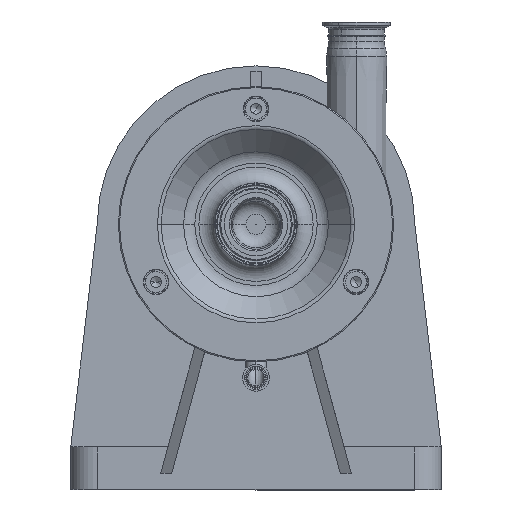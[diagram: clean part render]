
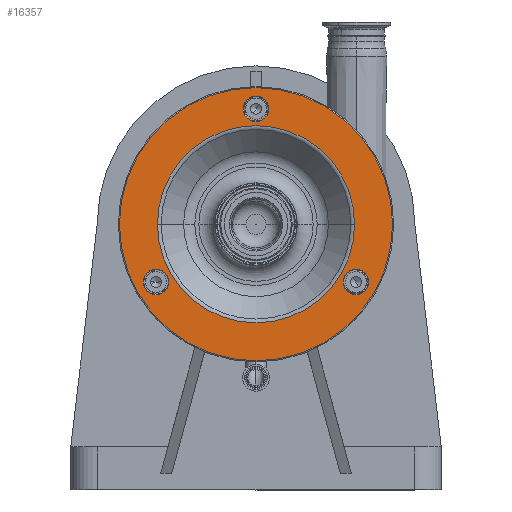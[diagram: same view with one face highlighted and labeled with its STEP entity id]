
A CAD part, top view. The second image highlights one B-rep face of the part: STEP entity #16357.
In plain terms, the highlighted planar face has unit normal (0, 0, 1).
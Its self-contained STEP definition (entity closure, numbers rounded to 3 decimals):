
#331 = AXIS2_PLACEMENT_3D ( 'NONE', #12987, #18906, #5583 ) ;
#360 = EDGE_LOOP ( 'NONE', ( #9614, #5789 ) ) ;
#497 = CIRCLE ( 'NONE', #8908, 12. ) ;
#765 = CARTESIAN_POINT ( 'NONE',  ( -93.071, 250., 93.5 ) ) ;
#1234 = DIRECTION ( 'NONE',  ( -1., 0., 0. ) ) ;
#1261 = VERTEX_POINT ( 'NONE', #12641 ) ;
#1293 = PLANE ( 'NONE',  #9156 ) ;
#1369 = CARTESIAN_POINT ( 'NONE',  ( 0., 250., 93.5 ) ) ;
#1489 = AXIS2_PLACEMENT_3D ( 'NONE', #14761, #16014, #1234 ) ;
#2492 = EDGE_LOOP ( 'NONE', ( #16490, #11522 ) ) ;
#2645 = CARTESIAN_POINT ( 'NONE',  ( 93.071, 250., 93.5 ) ) ;
#2655 = CARTESIAN_POINT ( 'NONE',  ( -106.397, 195.5, 93.5 ) ) ;
#2984 = ORIENTED_EDGE ( 'NONE', *, *, #13744, .T. ) ;
#3104 = CARTESIAN_POINT ( 'NONE',  ( 0., 250., 93.5 ) ) ;
#3123 = EDGE_CURVE ( 'NONE', #15805, #13176, #18105, .T. ) ;
#3289 = DIRECTION ( 'NONE',  ( 0., 0., -1. ) ) ;
#3615 = VERTEX_POINT ( 'NONE', #11555 ) ;
#3740 = ORIENTED_EDGE ( 'NONE', *, *, #18134, .T. ) ;
#4146 = EDGE_CURVE ( 'NONE', #6503, #3615, #17096, .T. ) ;
#4227 = DIRECTION ( 'NONE',  ( 0., 0., -1. ) ) ;
#4282 = CARTESIAN_POINT ( 'NONE',  ( 0., 359., 93.5 ) ) ;
#4379 = DIRECTION ( 'NONE',  ( 0., 0., -1. ) ) ;
#4420 = FACE_BOUND ( 'NONE', #18387, .T. ) ;
#4730 = CIRCLE ( 'NONE', #11242, 12. ) ;
#4880 = AXIS2_PLACEMENT_3D ( 'NONE', #15432, #10791, #7855 ) ;
#4892 = AXIS2_PLACEMENT_3D ( 'NONE', #3104, #3289, #10591 ) ;
#5583 = DIRECTION ( 'NONE',  ( -1., 0., 0. ) ) ;
#5781 = CARTESIAN_POINT ( 'NONE',  ( 0., 250., 93.5 ) ) ;
#5789 = ORIENTED_EDGE ( 'NONE', *, *, #9277, .T. ) ;
#6167 = ORIENTED_EDGE ( 'NONE', *, *, #10039, .F. ) ;
#6453 = CIRCLE ( 'NONE', #4892, 129. ) ;
#6503 = VERTEX_POINT ( 'NONE', #17622 ) ;
#7143 = DIRECTION ( 'NONE',  ( 0., 0., -1. ) ) ;
#7278 = VERTEX_POINT ( 'NONE', #17724 ) ;
#7331 = DIRECTION ( 'NONE',  ( -1., 0., 0. ) ) ;
#7360 = VERTEX_POINT ( 'NONE', #18205 ) ;
#7430 = FACE_BOUND ( 'NONE', #360, .T. ) ;
#7613 = AXIS2_PLACEMENT_3D ( 'NONE', #5781, #7143, #13178 ) ;
#7855 = DIRECTION ( 'NONE',  ( -1., 0., 0. ) ) ;
#7880 = EDGE_CURVE ( 'NONE', #13683, #1261, #9887, .T. ) ;
#7917 = EDGE_CURVE ( 'NONE', #13176, #15805, #17647, .T. ) ;
#8101 = ORIENTED_EDGE ( 'NONE', *, *, #7880, .T. ) ;
#8334 = ORIENTED_EDGE ( 'NONE', *, *, #11749, .T. ) ;
#8361 = DIRECTION ( 'NONE',  ( -1., 0., 0. ) ) ;
#8539 = CARTESIAN_POINT ( 'NONE',  ( -12., 359., 93.5 ) ) ;
#8908 = AXIS2_PLACEMENT_3D ( 'NONE', #4282, #4379, #19148 ) ;
#8981 = FACE_OUTER_BOUND ( 'NONE', #18123, .T. ) ;
#9097 = CARTESIAN_POINT ( 'NONE',  ( -129., 250., 93.5 ) ) ;
#9156 = AXIS2_PLACEMENT_3D ( 'NONE', #17732, #4227, #7331 ) ;
#9277 = EDGE_CURVE ( 'NONE', #3615, #6503, #14196, .T. ) ;
#9614 = ORIENTED_EDGE ( 'NONE', *, *, #4146, .T. ) ;
#9887 = CIRCLE ( 'NONE', #1489, 12. ) ;
#10039 = EDGE_CURVE ( 'NONE', #7360, #14037, #15990, .T. ) ;
#10099 = DIRECTION ( 'NONE',  ( 0., 0., -1. ) ) ;
#10591 = DIRECTION ( 'NONE',  ( -1., 0., 0. ) ) ;
#10791 = DIRECTION ( 'NONE',  ( 0., 0., -1. ) ) ;
#11242 = AXIS2_PLACEMENT_3D ( 'NONE', #12748, #15754, #8361 ) ;
#11276 = CARTESIAN_POINT ( 'NONE',  ( -94.397, 195.5, 93.5 ) ) ;
#11370 = DIRECTION ( 'NONE',  ( -1., 0., 0. ) ) ;
#11522 = ORIENTED_EDGE ( 'NONE', *, *, #3123, .T. ) ;
#11555 = CARTESIAN_POINT ( 'NONE',  ( 82.397, 195.5, 93.5 ) ) ;
#11749 = EDGE_CURVE ( 'NONE', #7278, #12099, #4730, .T. ) ;
#11752 = CIRCLE ( 'NONE', #16698, 12. ) ;
#12099 = VERTEX_POINT ( 'NONE', #2655 ) ;
#12641 = CARTESIAN_POINT ( 'NONE',  ( 12., 359., 93.5 ) ) ;
#12748 = CARTESIAN_POINT ( 'NONE',  ( -94.397, 195.5, 93.5 ) ) ;
#12987 = CARTESIAN_POINT ( 'NONE',  ( 94.397, 195.5, 93.5 ) ) ;
#13176 = VERTEX_POINT ( 'NONE', #765 ) ;
#13178 = DIRECTION ( 'NONE',  ( -1., 0., 0. ) ) ;
#13326 = AXIS2_PLACEMENT_3D ( 'NONE', #19031, #17568, #19224 ) ;
#13631 = EDGE_LOOP ( 'NONE', ( #8334, #2984 ) ) ;
#13683 = VERTEX_POINT ( 'NONE', #8539 ) ;
#13744 = EDGE_CURVE ( 'NONE', #12099, #7278, #11752, .T. ) ;
#13859 = EDGE_CURVE ( 'NONE', #14037, #7360, #6453, .T. ) ;
#14037 = VERTEX_POINT ( 'NONE', #9097 ) ;
#14196 = CIRCLE ( 'NONE', #4880, 12. ) ;
#14540 = FACE_BOUND ( 'NONE', #13631, .T. ) ;
#14761 = CARTESIAN_POINT ( 'NONE',  ( 0., 359., 93.5 ) ) ;
#15023 = AXIS2_PLACEMENT_3D ( 'NONE', #1369, #17809, #17709 ) ;
#15432 = CARTESIAN_POINT ( 'NONE',  ( 94.397, 195.5, 93.5 ) ) ;
#15754 = DIRECTION ( 'NONE',  ( 0., 0., -1. ) ) ;
#15805 = VERTEX_POINT ( 'NONE', #2645 ) ;
#15990 = CIRCLE ( 'NONE', #7613, 129. ) ;
#16014 = DIRECTION ( 'NONE',  ( 0., 0., -1. ) ) ;
#16173 = FACE_BOUND ( 'NONE', #2492, .T. ) ;
#16357 = ADVANCED_FACE ( 'NONE', ( #7430, #14540, #4420, #8981, #16173 ), #1293, .F. ) ;
#16490 = ORIENTED_EDGE ( 'NONE', *, *, #7917, .T. ) ;
#16698 = AXIS2_PLACEMENT_3D ( 'NONE', #11276, #10099, #11370 ) ;
#17096 = CIRCLE ( 'NONE', #331, 12. ) ;
#17568 = DIRECTION ( 'NONE',  ( 0., 0., -1. ) ) ;
#17622 = CARTESIAN_POINT ( 'NONE',  ( 106.397, 195.5, 93.5 ) ) ;
#17647 = CIRCLE ( 'NONE', #13326, 93.071 ) ;
#17709 = DIRECTION ( 'NONE',  ( -1., 0., 0. ) ) ;
#17724 = CARTESIAN_POINT ( 'NONE',  ( -82.397, 195.5, 93.5 ) ) ;
#17732 = CARTESIAN_POINT ( 'NONE',  ( 0., 379., 93.5 ) ) ;
#17736 = ORIENTED_EDGE ( 'NONE', *, *, #13859, .F. ) ;
#17809 = DIRECTION ( 'NONE',  ( 0., 0., -1. ) ) ;
#18105 = CIRCLE ( 'NONE', #15023, 93.071 ) ;
#18123 = EDGE_LOOP ( 'NONE', ( #17736, #6167 ) ) ;
#18134 = EDGE_CURVE ( 'NONE', #1261, #13683, #497, .T. ) ;
#18205 = CARTESIAN_POINT ( 'NONE',  ( 129., 250., 93.5 ) ) ;
#18387 = EDGE_LOOP ( 'NONE', ( #3740, #8101 ) ) ;
#18906 = DIRECTION ( 'NONE',  ( 0., 0., -1. ) ) ;
#19031 = CARTESIAN_POINT ( 'NONE',  ( 0., 250., 93.5 ) ) ;
#19148 = DIRECTION ( 'NONE',  ( -1., 0., 0. ) ) ;
#19224 = DIRECTION ( 'NONE',  ( -1., 0., 0. ) ) ;
